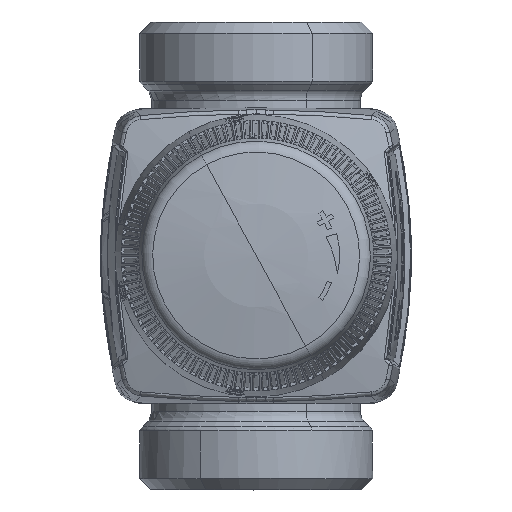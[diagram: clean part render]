
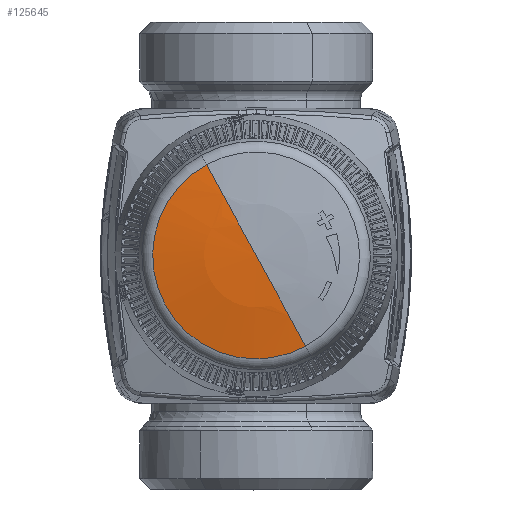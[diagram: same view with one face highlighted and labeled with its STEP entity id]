
A CAD part, top view. The second image highlights one B-rep face of the part: STEP entity #125645.
In plain terms, the highlighted spherical face has radius 100 mm.
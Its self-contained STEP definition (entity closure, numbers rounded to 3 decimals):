
#119457=CARTESIAN_POINT('Axis2P3D Location',(0.,0.,-46.)) ;
#119462=CARTESIAN_POINT('Axis2P3D Location',(0.,0.,-46.)) ;
#119466=CARTESIAN_POINT('Vertex',(0.,0.,54.)) ;
#119468=CARTESIAN_POINT('Vertex',(-8.909,16.308,52.258)) ;
#119471=CARTESIAN_POINT('Axis2P3D Location',(0.,0.,-46.)) ;
#119475=CARTESIAN_POINT('Vertex',(8.909,-16.308,52.258)) ;
#125635=CARTESIAN_POINT('Axis2P3D Location',(0.,0.,52.258)) ;
#119458=DIRECTION('Axis2P3D Direction',(0.,0.,1.)) ;
#119459=DIRECTION('Axis2P3D XDirection',(-0.479,0.878,0.)) ;
#119463=DIRECTION('Axis2P3D Direction',(0.878,0.479,0.)) ;
#119472=DIRECTION('Axis2P3D Direction',(-0.878,-0.479,0.)) ;
#125636=DIRECTION('Axis2P3D Direction',(0.,0.,1.)) ;
#119460=AXIS2_PLACEMENT_3D('Sphere Axis2P3D',#119457,#119458,#119459) ;
#119464=AXIS2_PLACEMENT_3D('Circle Axis2P3D',#119462,#119463,$) ;
#119473=AXIS2_PLACEMENT_3D('Circle Axis2P3D',#119471,#119472,$) ;
#125637=AXIS2_PLACEMENT_3D('Circle Axis2P3D',#125635,#125636,$) ;
#125641=ORIENTED_EDGE('',*,*,#119477,.F.) ;
#125642=ORIENTED_EDGE('',*,*,#119470,.T.) ;
#125643=ORIENTED_EDGE('',*,*,#125639,.T.) ;
#125645=ADVANCED_FACE('',(#125644),#119461,.T.) ;
#119465=CIRCLE('generated circle',#119464,100.) ;
#119474=CIRCLE('generated circle',#119473,100.) ;
#125638=CIRCLE('generated circle',#125637,18.582) ;
#119470=EDGE_CURVE('',#119467,#119469,#119465,.F.) ;
#119477=EDGE_CURVE('',#119467,#119476,#119474,.F.) ;
#125639=EDGE_CURVE('',#119469,#119476,#125638,.T.) ;
#125640=EDGE_LOOP('',(#125641,#125642,#125643)) ;
#125644=FACE_OUTER_BOUND('',#125640,.T.) ;
#119461=SPHERICAL_SURFACE('',#119460,100.) ;
#119467=VERTEX_POINT('',#119466) ;
#119469=VERTEX_POINT('',#119468) ;
#119476=VERTEX_POINT('',#119475) ;
